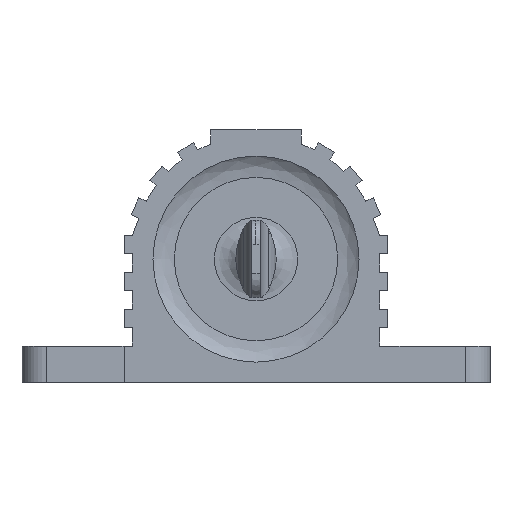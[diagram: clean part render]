
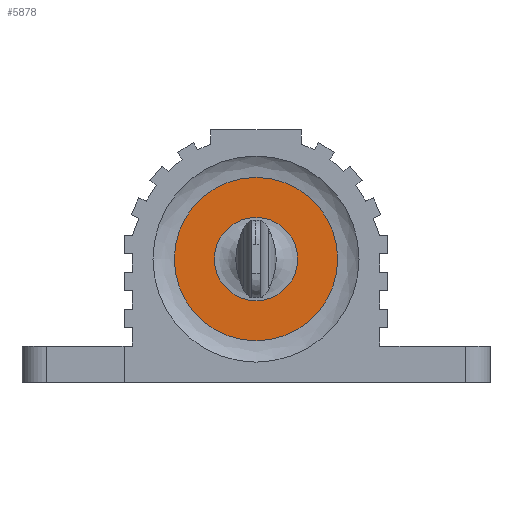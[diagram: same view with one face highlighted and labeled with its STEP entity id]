
A CAD part, left-side view. The second image highlights one B-rep face of the part: STEP entity #5878.
In plain terms, the highlighted planar face has unit normal (-1, 0, 0).
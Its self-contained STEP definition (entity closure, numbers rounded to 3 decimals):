
#5542 = SURFACE_OF_REVOLUTION('',#5543,#5548);
#5543 = CIRCLE('',#5544,2.);
#5544 = AXIS2_PLACEMENT_3D('',#5545,#5546,#5547);
#5545 = CARTESIAN_POINT('',(-26.5,2.573,0.));
#5546 = DIRECTION('',(0.,0.,1.));
#5547 = DIRECTION('',(1.,0.,-0.));
#5548 = AXIS1_PLACEMENT('',#5549,#5550);
#5549 = CARTESIAN_POINT('',(0.,0.,0.));
#5550 = DIRECTION('',(1.,0.,0.));
#5784 = SURFACE_OF_REVOLUTION('',#5785,#5790);
#5785 = CIRCLE('',#5786,2.);
#5786 = AXIS2_PLACEMENT_3D('',#5787,#5788,#5789);
#5787 = CARTESIAN_POINT('',(-26.5,5.052,0.));
#5788 = DIRECTION('',(0.,0.,1.));
#5789 = DIRECTION('',(1.,0.,-0.));
#5790 = AXIS1_PLACEMENT('',#5791,#5792);
#5791 = CARTESIAN_POINT('',(0.,0.,0.));
#5792 = DIRECTION('',(1.,0.,0.));
#5826 = EDGE_CURVE('',#5827,#5827,#5829,.T.);
#5827 = VERTEX_POINT('',#5828);
#5828 = CARTESIAN_POINT('',(-24.5,5.052,0.));
#5829 = SURFACE_CURVE('',#5830,(#5835,#5842),.PCURVE_S1.);
#5830 = CIRCLE('',#5831,5.052);
#5831 = AXIS2_PLACEMENT_3D('',#5832,#5833,#5834);
#5832 = CARTESIAN_POINT('',(-24.5,0.,0.));
#5833 = DIRECTION('',(1.,0.,0.));
#5834 = DIRECTION('',(-0.,1.,0.));
#5835 = PCURVE('',#5784,#5836);
#5836 = DEFINITIONAL_REPRESENTATION('',(#5837),#5841);
#5837 = LINE('',#5838,#5839);
#5838 = CARTESIAN_POINT('',(0.,0.));
#5839 = VECTOR('',#5840,1.);
#5840 = DIRECTION('',(1.,0.));
#5841 = ( GEOMETRIC_REPRESENTATION_CONTEXT(2) 
PARAMETRIC_REPRESENTATION_CONTEXT() REPRESENTATION_CONTEXT('2D SPACE',''
  ) );
#5842 = PCURVE('',#5843,#5848);
#5843 = PLANE('',#5844);
#5844 = AXIS2_PLACEMENT_3D('',#5845,#5846,#5847);
#5845 = CARTESIAN_POINT('',(-24.5,0.,0.));
#5846 = DIRECTION('',(1.,0.,0.));
#5847 = DIRECTION('',(-0.,1.,-0.));
#5848 = DEFINITIONAL_REPRESENTATION('',(#5849),#5853);
#5849 = CIRCLE('',#5850,5.052);
#5850 = AXIS2_PLACEMENT_2D('',#5851,#5852);
#5851 = CARTESIAN_POINT('',(0.,0.));
#5852 = DIRECTION('',(1.,-0.));
#5853 = ( GEOMETRIC_REPRESENTATION_CONTEXT(2) 
PARAMETRIC_REPRESENTATION_CONTEXT() REPRESENTATION_CONTEXT('2D SPACE',''
  ) );
#5878 = ADVANCED_FACE('',(#5879,#5905),#5843,.F.);
#5879 = FACE_BOUND('',#5880,.T.);
#5880 = EDGE_LOOP('',(#5881));
#5881 = ORIENTED_EDGE('',*,*,#5882,.T.);
#5882 = EDGE_CURVE('',#5883,#5883,#5885,.T.);
#5883 = VERTEX_POINT('',#5884);
#5884 = CARTESIAN_POINT('',(-24.5,2.573,0.));
#5885 = SURFACE_CURVE('',#5886,(#5891,#5898),.PCURVE_S1.);
#5886 = CIRCLE('',#5887,2.573);
#5887 = AXIS2_PLACEMENT_3D('',#5888,#5889,#5890);
#5888 = CARTESIAN_POINT('',(-24.5,0.,0.));
#5889 = DIRECTION('',(1.,0.,0.));
#5890 = DIRECTION('',(-0.,1.,0.));
#5891 = PCURVE('',#5843,#5892);
#5892 = DEFINITIONAL_REPRESENTATION('',(#5893),#5897);
#5893 = CIRCLE('',#5894,2.573);
#5894 = AXIS2_PLACEMENT_2D('',#5895,#5896);
#5895 = CARTESIAN_POINT('',(0.,0.));
#5896 = DIRECTION('',(1.,-0.));
#5897 = ( GEOMETRIC_REPRESENTATION_CONTEXT(2) 
PARAMETRIC_REPRESENTATION_CONTEXT() REPRESENTATION_CONTEXT('2D SPACE',''
  ) );
#5898 = PCURVE('',#5542,#5899);
#5899 = DEFINITIONAL_REPRESENTATION('',(#5900),#5904);
#5900 = LINE('',#5901,#5902);
#5901 = CARTESIAN_POINT('',(0.,6.283));
#5902 = VECTOR('',#5903,1.);
#5903 = DIRECTION('',(1.,0.));
#5904 = ( GEOMETRIC_REPRESENTATION_CONTEXT(2) 
PARAMETRIC_REPRESENTATION_CONTEXT() REPRESENTATION_CONTEXT('2D SPACE',''
  ) );
#5905 = FACE_BOUND('',#5906,.T.);
#5906 = EDGE_LOOP('',(#5907));
#5907 = ORIENTED_EDGE('',*,*,#5826,.F.);
